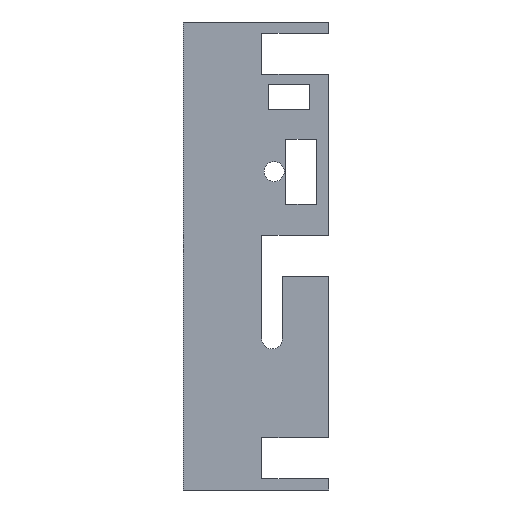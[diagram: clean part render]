
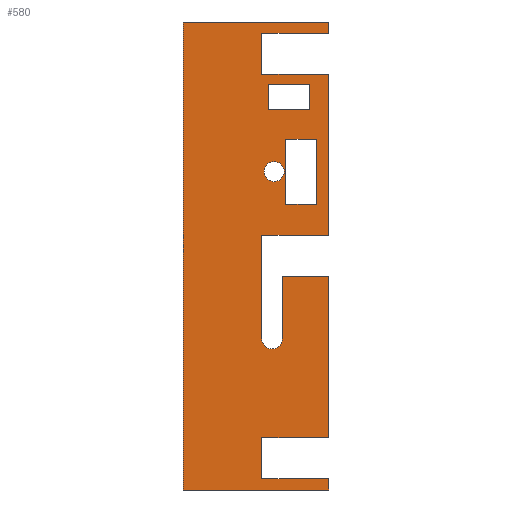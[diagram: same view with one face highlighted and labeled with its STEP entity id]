
A CAD part, left-side view. The second image highlights one B-rep face of the part: STEP entity #580.
In plain terms, the highlighted planar face has unit normal (-1, 0, 0).
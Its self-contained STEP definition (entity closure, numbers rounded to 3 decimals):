
#15=FACE_BOUND('',#68,.T.);
#16=FACE_BOUND('',#69,.T.);
#17=FACE_BOUND('',#70,.T.);
#22=CIRCLE('',#622,4.85);
#23=CIRCLE('',#625,5.);
#38=FACE_OUTER_BOUND('',#67,.T.);
#67=EDGE_LOOP('',(#424,#425,#426,#427,#428,#429,#430,#431,#432,#433,#434,
#435,#436,#437,#438,#439,#440,#441));
#68=EDGE_LOOP('',(#442,#443,#444,#445));
#69=EDGE_LOOP('',(#446,#447,#448,#449));
#70=EDGE_LOOP('',(#450));
#91=LINE('',#794,#168);
#95=LINE('',#802,#172);
#98=LINE('',#808,#175);
#101=LINE('',#813,#178);
#103=LINE('',#818,#180);
#107=LINE('',#826,#184);
#110=LINE('',#832,#187);
#113=LINE('',#837,#190);
#119=LINE('',#853,#196);
#121=LINE('',#862,#198);
#122=LINE('',#864,#199);
#123=LINE('',#866,#200);
#124=LINE('',#868,#201);
#125=LINE('',#870,#202);
#126=LINE('',#872,#203);
#127=LINE('',#874,#204);
#128=LINE('',#876,#205);
#129=LINE('',#878,#206);
#130=LINE('',#880,#207);
#131=LINE('',#882,#208);
#132=LINE('',#884,#209);
#133=LINE('',#886,#210);
#134=LINE('',#888,#211);
#135=LINE('',#890,#212);
#136=LINE('',#891,#213);
#168=VECTOR('',#649,10.);
#172=VECTOR('',#655,10.);
#175=VECTOR('',#660,10.);
#178=VECTOR('',#665,10.);
#180=VECTOR('',#669,10.);
#184=VECTOR('',#675,10.);
#187=VECTOR('',#680,10.);
#190=VECTOR('',#685,10.);
#196=VECTOR('',#699,10.);
#198=VECTOR('',#709,10.);
#199=VECTOR('',#710,10.);
#200=VECTOR('',#711,10.);
#201=VECTOR('',#712,10.);
#202=VECTOR('',#713,10.);
#203=VECTOR('',#714,10.);
#204=VECTOR('',#715,10.);
#205=VECTOR('',#716,10.);
#206=VECTOR('',#717,10.);
#207=VECTOR('',#718,10.);
#208=VECTOR('',#719,10.);
#209=VECTOR('',#720,10.);
#210=VECTOR('',#721,10.);
#211=VECTOR('',#722,10.);
#212=VECTOR('',#723,10.);
#213=VECTOR('',#724,10.);
#245=VERTEX_POINT('',#792);
#246=VERTEX_POINT('',#793);
#249=VERTEX_POINT('',#801);
#251=VERTEX_POINT('',#807);
#253=VERTEX_POINT('',#816);
#254=VERTEX_POINT('',#817);
#257=VERTEX_POINT('',#825);
#259=VERTEX_POINT('',#831);
#262=VERTEX_POINT('',#842);
#264=VERTEX_POINT('',#847);
#266=VERTEX_POINT('',#851);
#267=VERTEX_POINT('',#855);
#269=VERTEX_POINT('',#861);
#270=VERTEX_POINT('',#863);
#271=VERTEX_POINT('',#865);
#272=VERTEX_POINT('',#867);
#273=VERTEX_POINT('',#869);
#274=VERTEX_POINT('',#871);
#275=VERTEX_POINT('',#873);
#276=VERTEX_POINT('',#875);
#277=VERTEX_POINT('',#877);
#278=VERTEX_POINT('',#879);
#279=VERTEX_POINT('',#881);
#280=VERTEX_POINT('',#883);
#281=VERTEX_POINT('',#885);
#282=VERTEX_POINT('',#887);
#283=VERTEX_POINT('',#889);
#299=EDGE_CURVE('',#245,#246,#91,.T.);
#303=EDGE_CURVE('',#246,#249,#95,.T.);
#306=EDGE_CURVE('',#249,#251,#98,.T.);
#309=EDGE_CURVE('',#251,#245,#101,.T.);
#311=EDGE_CURVE('',#253,#254,#103,.T.);
#315=EDGE_CURVE('',#254,#257,#107,.T.);
#318=EDGE_CURVE('',#257,#259,#110,.T.);
#321=EDGE_CURVE('',#259,#253,#113,.T.);
#325=EDGE_CURVE('',#262,#262,#22,.T.);
#329=EDGE_CURVE('',#264,#266,#119,.T.);
#330=EDGE_CURVE('',#266,#267,#23,.T.);
#333=EDGE_CURVE('',#267,#269,#121,.T.);
#334=EDGE_CURVE('',#269,#270,#122,.T.);
#335=EDGE_CURVE('',#271,#270,#123,.T.);
#336=EDGE_CURVE('',#271,#272,#124,.T.);
#337=EDGE_CURVE('',#272,#273,#125,.T.);
#338=EDGE_CURVE('',#273,#274,#126,.T.);
#339=EDGE_CURVE('',#275,#274,#127,.T.);
#340=EDGE_CURVE('',#276,#275,#128,.T.);
#341=EDGE_CURVE('',#277,#276,#129,.T.);
#342=EDGE_CURVE('',#278,#277,#130,.T.);
#343=EDGE_CURVE('',#279,#278,#131,.T.);
#344=EDGE_CURVE('',#280,#279,#132,.T.);
#345=EDGE_CURVE('',#281,#280,#133,.T.);
#346=EDGE_CURVE('',#282,#281,#134,.T.);
#347=EDGE_CURVE('',#283,#282,#135,.T.);
#348=EDGE_CURVE('',#283,#264,#136,.T.);
#424=ORIENTED_EDGE('',*,*,#329,.T.);
#425=ORIENTED_EDGE('',*,*,#330,.T.);
#426=ORIENTED_EDGE('',*,*,#333,.T.);
#427=ORIENTED_EDGE('',*,*,#334,.T.);
#428=ORIENTED_EDGE('',*,*,#335,.F.);
#429=ORIENTED_EDGE('',*,*,#336,.T.);
#430=ORIENTED_EDGE('',*,*,#337,.T.);
#431=ORIENTED_EDGE('',*,*,#338,.T.);
#432=ORIENTED_EDGE('',*,*,#339,.F.);
#433=ORIENTED_EDGE('',*,*,#340,.F.);
#434=ORIENTED_EDGE('',*,*,#341,.F.);
#435=ORIENTED_EDGE('',*,*,#342,.F.);
#436=ORIENTED_EDGE('',*,*,#343,.F.);
#437=ORIENTED_EDGE('',*,*,#344,.F.);
#438=ORIENTED_EDGE('',*,*,#345,.F.);
#439=ORIENTED_EDGE('',*,*,#346,.F.);
#440=ORIENTED_EDGE('',*,*,#347,.F.);
#441=ORIENTED_EDGE('',*,*,#348,.T.);
#442=ORIENTED_EDGE('',*,*,#306,.T.);
#443=ORIENTED_EDGE('',*,*,#309,.T.);
#444=ORIENTED_EDGE('',*,*,#299,.T.);
#445=ORIENTED_EDGE('',*,*,#303,.T.);
#446=ORIENTED_EDGE('',*,*,#318,.T.);
#447=ORIENTED_EDGE('',*,*,#321,.T.);
#448=ORIENTED_EDGE('',*,*,#311,.T.);
#449=ORIENTED_EDGE('',*,*,#315,.T.);
#450=ORIENTED_EDGE('',*,*,#325,.T.);
#551=PLANE('',#627);
#580=ADVANCED_FACE('',(#38,#15,#16,#17),#551,.F.);
#622=AXIS2_PLACEMENT_3D('',#844,#692,#693);
#625=AXIS2_PLACEMENT_3D('',#856,#702,#703);
#627=AXIS2_PLACEMENT_3D('',#860,#707,#708);
#649=DIRECTION('',(0.,-1.,0.));
#655=DIRECTION('',(0.,0.,-1.));
#660=DIRECTION('',(0.,1.,0.));
#665=DIRECTION('',(0.,0.,1.));
#669=DIRECTION('',(0.,-1.,0.));
#675=DIRECTION('',(0.,0.,-1.));
#680=DIRECTION('',(0.,1.,0.));
#685=DIRECTION('',(0.,0.,1.));
#692=DIRECTION('center_axis',(1.,0.,0.));
#693=DIRECTION('ref_axis',(0.,0.,-1.));
#699=DIRECTION('',(0.,0.,-1.));
#702=DIRECTION('center_axis',(1.,0.,0.));
#703=DIRECTION('ref_axis',(0.,-1.,0.));
#707=DIRECTION('center_axis',(1.,0.,0.));
#708=DIRECTION('ref_axis',(0.,0.,-1.));
#709=DIRECTION('',(0.,0.,1.));
#710=DIRECTION('',(0.,-1.,0.));
#711=DIRECTION('',(0.,0.,-1.));
#712=DIRECTION('',(0.,1.,0.));
#713=DIRECTION('',(0.,0.,1.));
#714=DIRECTION('',(0.,-1.,0.));
#715=DIRECTION('',(0.,0.,-1.));
#716=DIRECTION('',(0.,-1.,0.));
#717=DIRECTION('',(0.,0.,1.));
#718=DIRECTION('',(0.,1.,0.));
#719=DIRECTION('',(0.,0.,-1.));
#720=DIRECTION('',(0.,-1.,0.));
#721=DIRECTION('',(0.,0.,-1.));
#722=DIRECTION('',(0.,1.,0.));
#723=DIRECTION('',(0.,0.,-1.));
#724=DIRECTION('',(0.,1.,0.));
#792=CARTESIAN_POINT('',(0.,29.3,-30.4));
#793=CARTESIAN_POINT('',(0.,9.1,-30.4));
#794=CARTESIAN_POINT('',(0.,22.15,-30.4));
#801=CARTESIAN_POINT('',(0.,9.1,-42.6));
#802=CARTESIAN_POINT('',(0.,9.1,-77.982));
#807=CARTESIAN_POINT('',(0.,29.3,-42.6));
#808=CARTESIAN_POINT('',(0.,32.25,-42.6));
#813=CARTESIAN_POINT('',(0.,29.3,-71.882));
#816=CARTESIAN_POINT('',(0.,20.75,-56.7));
#817=CARTESIAN_POINT('',(0.,6.,-56.7));
#818=CARTESIAN_POINT('',(0.,20.6,-56.7));
#825=CARTESIAN_POINT('',(0.,6.,-88.2));
#826=CARTESIAN_POINT('',(0.,6.,-100.782));
#831=CARTESIAN_POINT('',(0.,20.75,-88.2));
#832=CARTESIAN_POINT('',(0.,27.975,-88.2));
#837=CARTESIAN_POINT('',(0.,20.75,-85.032));
#842=CARTESIAN_POINT('',(0.,26.4,-67.6));
#844=CARTESIAN_POINT('Origin',(0.,26.4,-72.45));
#847=CARTESIAN_POINT('',(0.,22.4,-123.313));
#851=CARTESIAN_POINT('',(0.,22.4,-153.363));
#853=CARTESIAN_POINT('',(0.,22.4,-133.363));
#855=CARTESIAN_POINT('',(0.,32.4,-153.363));
#856=CARTESIAN_POINT('Origin',(0.,27.4,-153.363));
#860=CARTESIAN_POINT('Origin',(0.,35.2,-113.363));
#861=CARTESIAN_POINT('',(0.,32.4,-103.413));
#862=CARTESIAN_POINT('',(0.,32.4,-123.313));
#863=CARTESIAN_POINT('',(0.,0.,-103.413));
#864=CARTESIAN_POINT('',(0.,32.4,-103.413));
#865=CARTESIAN_POINT('',(0.,0.,-25.3));
#866=CARTESIAN_POINT('',(0.,0.,0.));
#867=CARTESIAN_POINT('',(0.,32.4,-25.3));
#868=CARTESIAN_POINT('',(0.,0.,-25.3));
#869=CARTESIAN_POINT('',(0.,32.4,-5.4));
#870=CARTESIAN_POINT('',(0.,32.4,-25.3));
#871=CARTESIAN_POINT('',(0.,0.,-5.4));
#872=CARTESIAN_POINT('',(0.,32.4,-5.4));
#873=CARTESIAN_POINT('',(0.,0.,0.));
#874=CARTESIAN_POINT('',(0.,0.,0.));
#875=CARTESIAN_POINT('',(0.,70.4,0.));
#876=CARTESIAN_POINT('',(0.,70.4,0.));
#877=CARTESIAN_POINT('',(0.,70.4,-226.726));
#878=CARTESIAN_POINT('',(0.,70.4,-226.726));
#879=CARTESIAN_POINT('',(0.,0.,-226.726));
#880=CARTESIAN_POINT('',(0.,0.,-226.726));
#881=CARTESIAN_POINT('',(0.,0.,-221.326));
#882=CARTESIAN_POINT('',(0.,0.,0.));
#883=CARTESIAN_POINT('',(0.,32.4,-221.326));
#884=CARTESIAN_POINT('',(0.,32.4,-221.326));
#885=CARTESIAN_POINT('',(0.,32.4,-201.426));
#886=CARTESIAN_POINT('',(0.,32.4,-201.426));
#887=CARTESIAN_POINT('',(0.,0.,-201.426));
#888=CARTESIAN_POINT('',(0.,0.,-201.426));
#889=CARTESIAN_POINT('',(0.,0.,-123.313));
#890=CARTESIAN_POINT('',(0.,0.,0.));
#891=CARTESIAN_POINT('',(0.,0.,-123.313));
